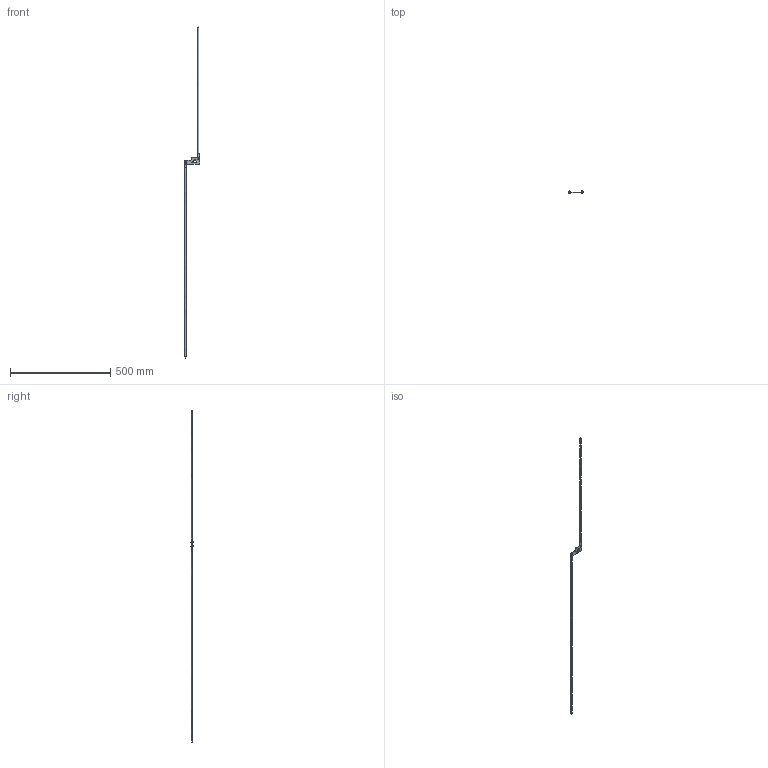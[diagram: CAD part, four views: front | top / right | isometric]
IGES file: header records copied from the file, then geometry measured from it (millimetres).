
Start section: ------------------------------------------------------------------------
Global section: file name: PC009.9428.THA_277_31722.igs; native system: spGate; preprocessor: ver19.8.4 (****-****-****-****); author: Unknown; organization: Unknown; date: 250821.163906; units: millimetre
Bounding box: 75 x 12.5 x 1655 mm (x, y, z)
Volume: 51321.6 mm3; surface area: 36413.2 mm2
Topology: 3 solids, 3 shells, 94 faces, 246 edges, 156 vertices
Faces by surface type: bspline 94
